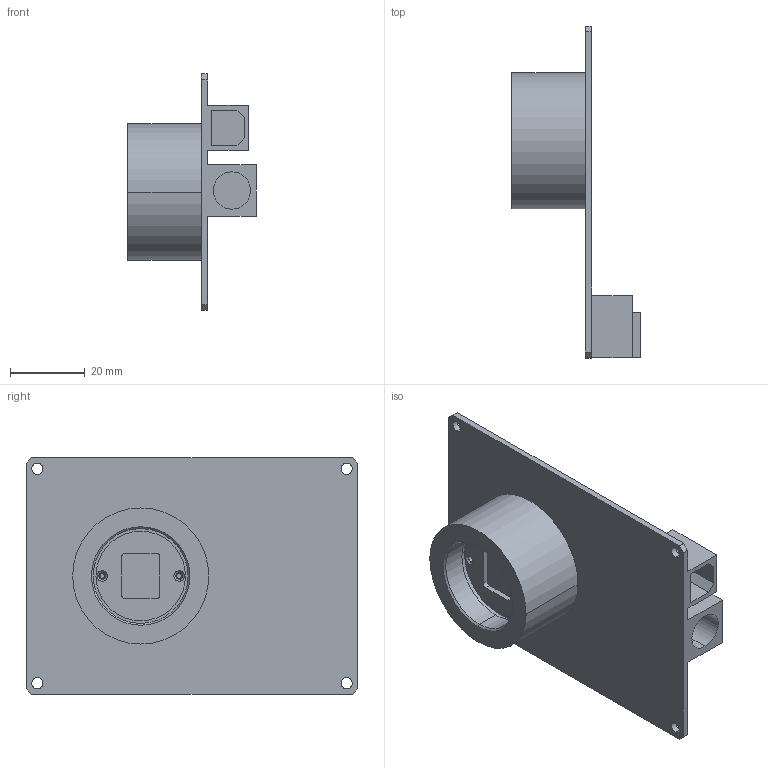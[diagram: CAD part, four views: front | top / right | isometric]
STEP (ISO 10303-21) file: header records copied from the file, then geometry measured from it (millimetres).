
FILE_DESCRIPTION((''),'2;1');
FILE_NAME('102002','2018-01-19T',('zkm'),(''),'PRO/ENGINEER BY PARAMETRIC TECHNOLOGY CORPORATION, 2004110','PRO/ENGINEER BY PARAMETRIC TECHNOLOGY CORPORATION, 2004110','');
FILE_SCHEMA(('CONFIG_CONTROL_DESIGN'));
Length unit declared in the file: millimetre
Products named in the file (1): 102002
Bounding box: 34.4 x 88.9 x 63.5 mm (x, y, z)
Volume: 26184.7 mm3; surface area: 20895.3 mm2
Topology: 1 solids, 14 shells, 174 faces, 458 edges, 310 vertices
Faces by surface type: plane 80, cylinder 80, cone 14
Entity records: 5457 total; most frequent: DIRECTION 992, CARTESIAN_POINT 935, ORIENTED_EDGE 852, EDGE_CURVE 450, AXIS2_PLACEMENT_3D 367, VERTEX_POINT 310, VECTOR 258, LINE 258
